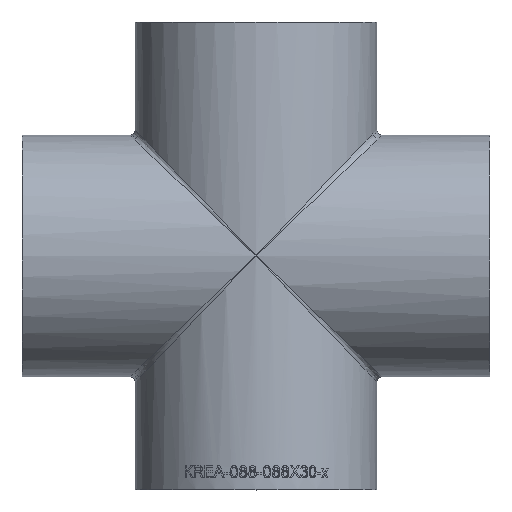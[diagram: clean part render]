
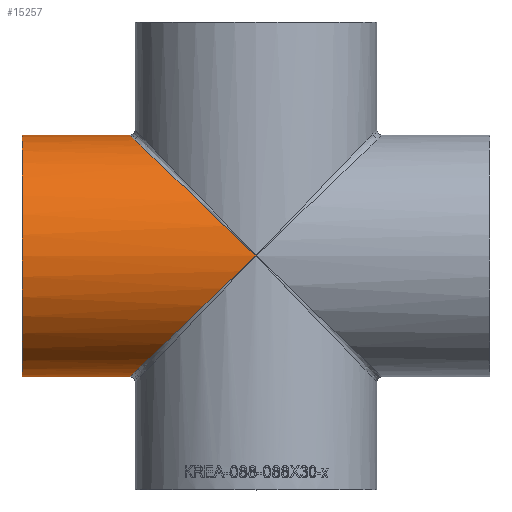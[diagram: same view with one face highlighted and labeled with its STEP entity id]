
A CAD part, top view. The second image highlights one B-rep face of the part: STEP entity #15257.
In plain terms, the highlighted cylindrical face has radius 44.45 mm (diameter 88.9 mm), a full revolution.
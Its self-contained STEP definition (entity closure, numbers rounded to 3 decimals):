
#1403 = CARTESIAN_POINT ( 'NONE',  ( 0., 0., -44.45 ) ) ;
#1535 = FACE_OUTER_BOUND ( 'NONE', #31528, .T. ) ;
#2377 = DIRECTION ( 'NONE',  ( 0., 0., 1. ) ) ;
#2964 = EDGE_CURVE ( 'NONE', #29752, #18265, #30676, .T. ) ;
#4645 = FACE_OUTER_BOUND ( 'NONE', #20654, .T. ) ;
#4708 = EDGE_CURVE ( 'NONE', #18265, #29752, #16807, .T. ) ;
#6084 = AXIS2_PLACEMENT_3D ( 'NONE', #17688, #20275, #2377 ) ;
#7725 = CYLINDRICAL_SURFACE ( 'NONE', #6084, 44.45 ) ;
#14117 = EDGE_CURVE ( 'NONE', #19705, #19705, #22902, .T. ) ;
#14168 = CARTESIAN_POINT ( 'NONE',  ( -92.9, -88.9, -44.45 ) ) ;
#14647 = AXIS2_PLACEMENT_3D ( 'NONE', #24536, #32436, #19193 ) ;
#15257 = ADVANCED_FACE ( 'NONE', ( #1535, #4645 ), #7725, .T. ) ;
#15702 = ORIENTED_EDGE ( 'NONE', *, *, #2964, .T. ) ;
#16807 =( BOUNDED_CURVE ( )  B_SPLINE_CURVE ( 3, ( #19153, #14168, #24661, #19487 ),
 .UNSPECIFIED., .F., .F. ) 
 B_SPLINE_CURVE_WITH_KNOTS ( ( 4, 4 ),
 ( 4.712, 7.854 ),
 .UNSPECIFIED. ) 
 CURVE ( )  GEOMETRIC_REPRESENTATION_ITEM ( )  RATIONAL_B_SPLINE_CURVE ( ( 1., 0.333, 0.333, 1. ) ) 
 REPRESENTATION_ITEM ( '' )  );
#17688 = CARTESIAN_POINT ( 'NONE',  ( 86., 0., 0. ) ) ;
#17896 = CARTESIAN_POINT ( 'NONE',  ( 0., 0., 44.45 ) ) ;
#18265 = VERTEX_POINT ( 'NONE', #33959 ) ;
#19153 = CARTESIAN_POINT ( 'NONE',  ( 0., 0., -44.45 ) ) ;
#19193 = DIRECTION ( 'NONE',  ( 0., 0., 1. ) ) ;
#19487 = CARTESIAN_POINT ( 'NONE',  ( 0., 0., 44.45 ) ) ;
#19705 = VERTEX_POINT ( 'NONE', #27600 ) ;
#20275 = DIRECTION ( 'NONE',  ( -1., 0., 0. ) ) ;
#20654 = EDGE_LOOP ( 'NONE', ( #32332, #15702 ) ) ;
#21568 = CARTESIAN_POINT ( 'NONE',  ( 0., 0., 44.45 ) ) ;
#22550 = CARTESIAN_POINT ( 'NONE',  ( -92.9, 88.9, 44.45 ) ) ;
#22902 = CIRCLE ( 'NONE', #14647, 44.45 ) ;
#24536 = CARTESIAN_POINT ( 'NONE',  ( -86., 0., 0. ) ) ;
#24661 = CARTESIAN_POINT ( 'NONE',  ( -92.9, -88.9, 44.45 ) ) ;
#26652 = ORIENTED_EDGE ( 'NONE', *, *, #14117, .F. ) ;
#27600 = CARTESIAN_POINT ( 'NONE',  ( -86., 0., 44.45 ) ) ;
#28383 = CARTESIAN_POINT ( 'NONE',  ( -92.9, 88.9, -44.45 ) ) ;
#29752 = VERTEX_POINT ( 'NONE', #21568 ) ;
#30676 =( BOUNDED_CURVE ( )  B_SPLINE_CURVE ( 3, ( #17896, #22550, #28383, #1403 ),
 .UNSPECIFIED., .F., .T. ) 
 B_SPLINE_CURVE_WITH_KNOTS ( ( 4, 4 ),
 ( 4.712, 7.854 ),
 .UNSPECIFIED. ) 
 CURVE ( )  GEOMETRIC_REPRESENTATION_ITEM ( )  RATIONAL_B_SPLINE_CURVE ( ( 1., 0.333, 0.333, 1. ) ) 
 REPRESENTATION_ITEM ( '' )  );
#31528 = EDGE_LOOP ( 'NONE', ( #26652 ) ) ;
#32332 = ORIENTED_EDGE ( 'NONE', *, *, #4708, .T. ) ;
#32436 = DIRECTION ( 'NONE',  ( -1., 0., 0. ) ) ;
#33959 = CARTESIAN_POINT ( 'NONE',  ( 0., 0., -44.45 ) ) ;
